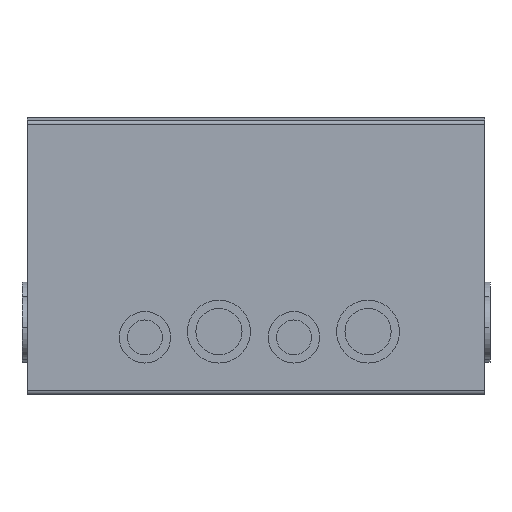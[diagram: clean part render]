
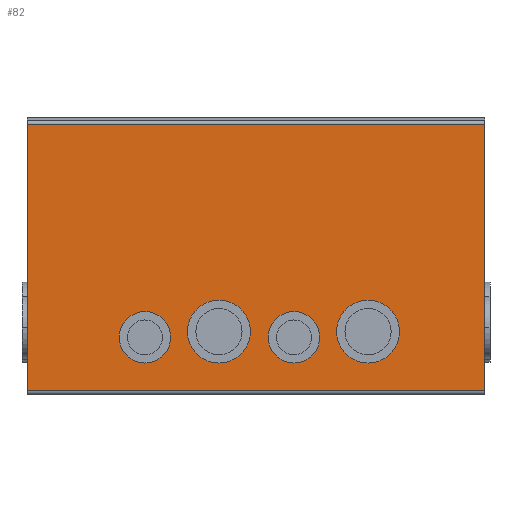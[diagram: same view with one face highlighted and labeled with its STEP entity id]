
A CAD part, left-side view. The second image highlights one B-rep face of the part: STEP entity #82.
In plain terms, the highlighted planar face has unit normal (-1, 0, 0).
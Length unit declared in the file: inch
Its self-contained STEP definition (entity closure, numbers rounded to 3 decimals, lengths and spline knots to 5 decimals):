
#33 = ORIENTED_EDGE ( 'NONE', *, *, #8419, .T. ) ;
#39 = VERTEX_POINT ( 'NONE', #5802 ) ;
#82 = ADVANCED_FACE ( 'NONE', ( #3062, #9753, #11689, #6905, #8643 ), #3928, .T. ) ;
#556 = DIRECTION ( 'NONE',  ( 0., 0., -1. ) ) ;
#736 = VERTEX_POINT ( 'NONE', #1740 ) ;
#1115 = ORIENTED_EDGE ( 'NONE', *, *, #3433, .T. ) ;
#1213 = DIRECTION ( 'NONE',  ( 0., 1., 0. ) ) ;
#1308 = EDGE_LOOP ( 'NONE', ( #2050, #6330 ) ) ;
#1315 = EDGE_LOOP ( 'NONE', ( #3205, #6239, #1115, #4803 ) ) ;
#1431 = CARTESIAN_POINT ( 'NONE',  ( -5., -2.45, 1.375 ) ) ;
#1465 = EDGE_CURVE ( 'NONE', #8956, #736, #2472, .T. ) ;
#1662 = DIRECTION ( 'NONE',  ( 0., 1., 0. ) ) ;
#1740 = CARTESIAN_POINT ( 'NONE',  ( -5., -5., 5.914 ) ) ;
#1790 = CIRCLE ( 'NONE', #10499, 0.5625 ) ;
#2028 = DIRECTION ( 'NONE',  ( 1., 0., 0. ) ) ;
#2050 = ORIENTED_EDGE ( 'NONE', *, *, #6228, .T. ) ;
#2055 = EDGE_CURVE ( 'NONE', #9768, #7257, #8223, .T. ) ;
#2311 = AXIS2_PLACEMENT_3D ( 'NONE', #1431, #2475, #556 ) ;
#2352 = DIRECTION ( 'NONE',  ( 0., 0., -1. ) ) ;
#2472 = LINE ( 'NONE', #9110, #2743 ) ;
#2475 = DIRECTION ( 'NONE',  ( 1., 0., 0. ) ) ;
#2494 = DIRECTION ( 'NONE',  ( 0., 0., -1. ) ) ;
#2699 = EDGE_LOOP ( 'NONE', ( #33, #5195 ) ) ;
#2743 = VECTOR ( 'NONE', #7127, 39.37008 ) ;
#2744 = EDGE_CURVE ( 'NONE', #7118, #11793, #5282, .T. ) ;
#2785 = CARTESIAN_POINT ( 'NONE',  ( -5., 0.81, 2.0625 ) ) ;
#2909 = CARTESIAN_POINT ( 'NONE',  ( -5., 5., 5.914 ) ) ;
#3062 = FACE_OUTER_BOUND ( 'NONE', #1315, .T. ) ;
#3205 = ORIENTED_EDGE ( 'NONE', *, *, #3599, .T. ) ;
#3210 = EDGE_CURVE ( 'NONE', #3866, #9390, #1790, .T. ) ;
#3433 = EDGE_CURVE ( 'NONE', #9768, #736, #7124, .T. ) ;
#3440 = EDGE_CURVE ( 'NONE', #39, #8541, #6351, .T. ) ;
#3554 = VERTEX_POINT ( 'NONE', #5754 ) ;
#3562 = AXIS2_PLACEMENT_3D ( 'NONE', #4406, #6405, #10117 ) ;
#3599 = EDGE_CURVE ( 'NONE', #8956, #7257, #8658, .T. ) ;
#3784 = AXIS2_PLACEMENT_3D ( 'NONE', #6311, #9159, #1662 ) ;
#3866 = VERTEX_POINT ( 'NONE', #6418 ) ;
#3928 = PLANE ( 'NONE',  #7803 ) ;
#3941 = CARTESIAN_POINT ( 'NONE',  ( -5., -0.2675, 1.25 ) ) ;
#4047 = ORIENTED_EDGE ( 'NONE', *, *, #9460, .T. ) ;
#4257 = EDGE_CURVE ( 'NONE', #5942, #3554, #11125, .T. ) ;
#4330 = DIRECTION ( 'NONE',  ( 1., 0., 0. ) ) ;
#4406 = CARTESIAN_POINT ( 'NONE',  ( -5., 0.81, 1.375 ) ) ;
#4447 = CARTESIAN_POINT ( 'NONE',  ( -5., -5., 0.057 ) ) ;
#4475 = DIRECTION ( 'NONE',  ( 1., 0., 0. ) ) ;
#4497 = CARTESIAN_POINT ( 'NONE',  ( -5., -5., 0.086 ) ) ;
#4803 = ORIENTED_EDGE ( 'NONE', *, *, #1465, .F. ) ;
#4825 = AXIS2_PLACEMENT_3D ( 'NONE', #6230, #4475, #2494 ) ;
#4863 = DIRECTION ( 'NONE',  ( 0., 0., 1. ) ) ;
#4917 = CARTESIAN_POINT ( 'NONE',  ( -5., 5., 0.047 ) ) ;
#4954 = CARTESIAN_POINT ( 'NONE',  ( -5., -2.45, 0.6875 ) ) ;
#5195 = ORIENTED_EDGE ( 'NONE', *, *, #2744, .T. ) ;
#5282 = CIRCLE ( 'NONE', #2311, 0.6875 ) ;
#5308 = DIRECTION ( 'NONE',  ( 1., 0., 0. ) ) ;
#5754 = CARTESIAN_POINT ( 'NONE',  ( -5., 0.81, 0.6875 ) ) ;
#5799 = AXIS2_PLACEMENT_3D ( 'NONE', #9119, #10112, #2352 ) ;
#5802 = CARTESIAN_POINT ( 'NONE',  ( -5., 1.8675, 1.25 ) ) ;
#5858 = CARTESIAN_POINT ( 'NONE',  ( -5., -5., 0.086 ) ) ;
#5942 = VERTEX_POINT ( 'NONE', #2785 ) ;
#6228 = EDGE_CURVE ( 'NONE', #8541, #39, #7743, .T. ) ;
#6230 = CARTESIAN_POINT ( 'NONE',  ( -5., -2.45, 1.375 ) ) ;
#6239 = ORIENTED_EDGE ( 'NONE', *, *, #2055, .F. ) ;
#6311 = CARTESIAN_POINT ( 'NONE',  ( -5., 2.43, 1.25 ) ) ;
#6321 = CARTESIAN_POINT ( 'NONE',  ( -5., 2.43, 1.25 ) ) ;
#6330 = ORIENTED_EDGE ( 'NONE', *, *, #3440, .T. ) ;
#6351 = CIRCLE ( 'NONE', #7539, 0.5625 ) ;
#6405 = DIRECTION ( 'NONE',  ( 1., 0., 0. ) ) ;
#6418 = CARTESIAN_POINT ( 'NONE',  ( -5., -1.3925, 1.25 ) ) ;
#6682 = DIRECTION ( 'NONE',  ( 0., 0., -1. ) ) ;
#6788 = DIRECTION ( 'NONE',  ( -1., 0., 0. ) ) ;
#6830 = AXIS2_PLACEMENT_3D ( 'NONE', #9705, #2028, #1213 ) ;
#6905 = FACE_BOUND ( 'NONE', #2699, .T. ) ;
#6987 = CIRCLE ( 'NONE', #5799, 0.6875 ) ;
#7118 = VERTEX_POINT ( 'NONE', #9010 ) ;
#7124 = LINE ( 'NONE', #4447, #8127 ) ;
#7127 = DIRECTION ( 'NONE',  ( 0., -1., 0. ) ) ;
#7242 = DIRECTION ( 'NONE',  ( 0., 1., 0. ) ) ;
#7257 = VERTEX_POINT ( 'NONE', #9499 ) ;
#7524 = EDGE_CURVE ( 'NONE', #3554, #5942, #6987, .T. ) ;
#7539 = AXIS2_PLACEMENT_3D ( 'NONE', #6321, #4330, #9289 ) ;
#7673 = CARTESIAN_POINT ( 'NONE',  ( -5., 5., 0.057 ) ) ;
#7743 = CIRCLE ( 'NONE', #3784, 0.5625 ) ;
#7803 = AXIS2_PLACEMENT_3D ( 'NONE', #4917, #6788, #4863 ) ;
#8127 = VECTOR ( 'NONE', #10161, 39.37008 ) ;
#8223 = LINE ( 'NONE', #4497, #9087 ) ;
#8270 = ORIENTED_EDGE ( 'NONE', *, *, #7524, .T. ) ;
#8287 = ORIENTED_EDGE ( 'NONE', *, *, #4257, .T. ) ;
#8419 = EDGE_CURVE ( 'NONE', #11793, #7118, #8777, .T. ) ;
#8512 = EDGE_LOOP ( 'NONE', ( #8270, #8287 ) ) ;
#8541 = VERTEX_POINT ( 'NONE', #9619 ) ;
#8637 = ORIENTED_EDGE ( 'NONE', *, *, #3210, .T. ) ;
#8643 = FACE_BOUND ( 'NONE', #12230, .T. ) ;
#8658 = LINE ( 'NONE', #7673, #11902 ) ;
#8777 = CIRCLE ( 'NONE', #4825, 0.6875 ) ;
#8956 = VERTEX_POINT ( 'NONE', #2909 ) ;
#9010 = CARTESIAN_POINT ( 'NONE',  ( -5., -2.45, 2.0625 ) ) ;
#9087 = VECTOR ( 'NONE', #10209, 39.37008 ) ;
#9110 = CARTESIAN_POINT ( 'NONE',  ( -5., -5., 5.914 ) ) ;
#9119 = CARTESIAN_POINT ( 'NONE',  ( -5., 0.81, 1.375 ) ) ;
#9159 = DIRECTION ( 'NONE',  ( 1., 0., 0. ) ) ;
#9289 = DIRECTION ( 'NONE',  ( 0., 1., 0. ) ) ;
#9390 = VERTEX_POINT ( 'NONE', #3941 ) ;
#9460 = EDGE_CURVE ( 'NONE', #9390, #3866, #10202, .T. ) ;
#9499 = CARTESIAN_POINT ( 'NONE',  ( -5., 5., 0.086 ) ) ;
#9619 = CARTESIAN_POINT ( 'NONE',  ( -5., 2.9925, 1.25 ) ) ;
#9705 = CARTESIAN_POINT ( 'NONE',  ( -5., -0.83, 1.25 ) ) ;
#9753 = FACE_BOUND ( 'NONE', #1308, .T. ) ;
#9768 = VERTEX_POINT ( 'NONE', #5858 ) ;
#10112 = DIRECTION ( 'NONE',  ( 1., 0., 0. ) ) ;
#10117 = DIRECTION ( 'NONE',  ( 0., 0., -1. ) ) ;
#10161 = DIRECTION ( 'NONE',  ( 0., 0., 1. ) ) ;
#10202 = CIRCLE ( 'NONE', #6830, 0.5625 ) ;
#10209 = DIRECTION ( 'NONE',  ( 0., 1., 0. ) ) ;
#10499 = AXIS2_PLACEMENT_3D ( 'NONE', #10966, #5308, #7242 ) ;
#10966 = CARTESIAN_POINT ( 'NONE',  ( -5., -0.83, 1.25 ) ) ;
#11125 = CIRCLE ( 'NONE', #3562, 0.6875 ) ;
#11689 = FACE_BOUND ( 'NONE', #8512, .T. ) ;
#11793 = VERTEX_POINT ( 'NONE', #4954 ) ;
#11902 = VECTOR ( 'NONE', #6682, 39.37008 ) ;
#12230 = EDGE_LOOP ( 'NONE', ( #4047, #8637 ) ) ;
